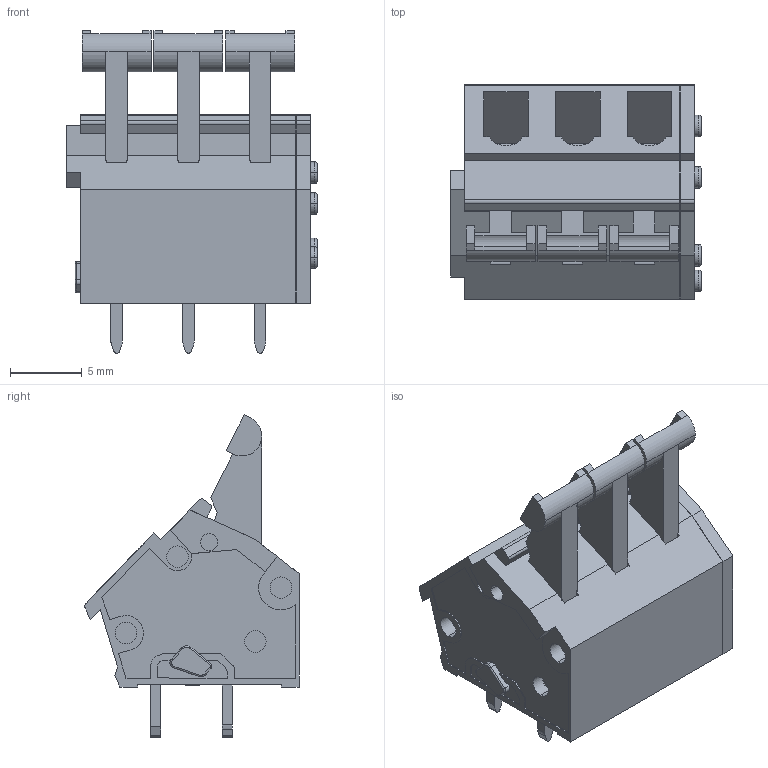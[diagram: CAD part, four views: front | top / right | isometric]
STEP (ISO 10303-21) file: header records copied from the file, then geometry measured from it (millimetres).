
FILE_DESCRIPTION(('STEP AP214'),'1');
FILE_NAME('CONN-TH_XY115A-5.0-3P.stp','2021-08-18T18:34:27',(' '),(' '),'Spatial InterOp 3D',' ',' ');
FILE_SCHEMA(('AUTOMOTIVE_DESIGN { 1 0 10303 214 1 1 1 1 }'));
Length unit declared in the file: millimetre
Products named in the file (1): PRT0001
Bounding box: 17.5 x 14.94 x 22.48 mm (x, y, z)
Volume: 2048.2 mm3; surface area: 2145.4 mm2
Topology: 2 solids, 2 shells, 454 faces, 1245 edges, 818 vertices
Faces by surface type: plane 341, cylinder 93, torus 20
Entity records: 17939 total; most frequent: CARTESIAN_POINT 2519, ORIENTED_EDGE 2490, DIRECTION 2387, EDGE_CURVE 1245, LINE 1015, VECTOR 1015, VERTEX_POINT 818, AXIS2_PLACEMENT_3D 686
